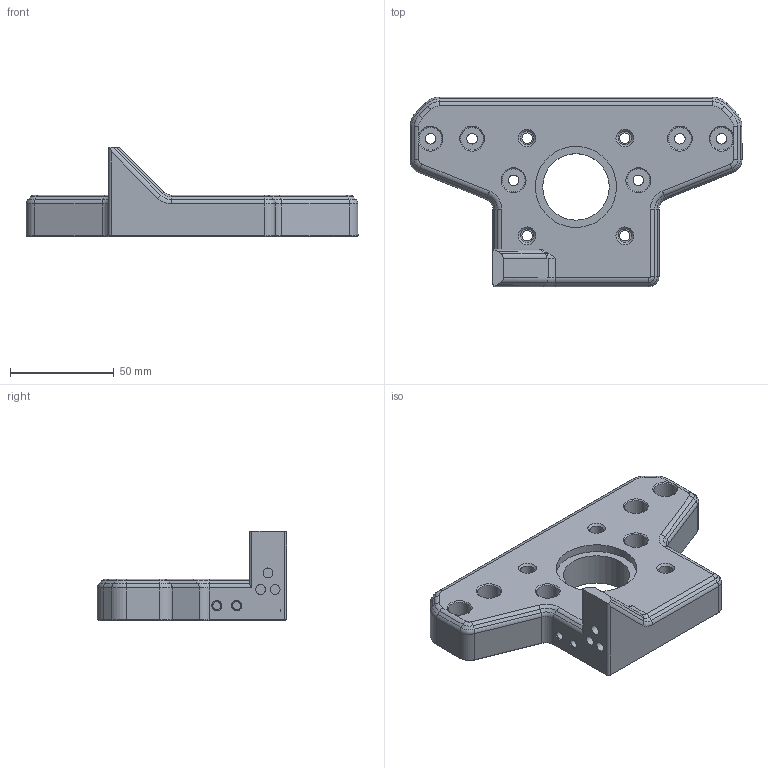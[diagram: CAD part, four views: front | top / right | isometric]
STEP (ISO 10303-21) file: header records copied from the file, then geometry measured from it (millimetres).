
FILE_DESCRIPTION(/* description */ (''),/* implementation_level */ '2;1');
FILE_NAME(/* name */ 'X Axis Motor Mount Revised v6.step',/* time_stamp */ '2024-02-10T14:07:31-05:00',/* author */ (''),/* organization */ (''),/* preprocessor_version */ 'ST-DEVELOPER v20',/* originating_system */ 'Autodesk Translation Framework v12.20.1.177',/* authorisation */ '');
FILE_SCHEMA (('AUTOMOTIVE_DESIGN { 1 0 10303 214 3 1 1 }'));
Length unit declared in the file: millimetre
Products named in the file (2): X Axis Motor Mount Revised; X axis motor mount
Assembly tree (1 placements, depth 2):
  X Axis Motor Mount Revised
    X axis motor mount
Bounding box: 159.76 x 91.25 x 43 mm (x, y, z)
Volume: 186831.6 mm3; surface area: 35747.8 mm2
Topology: 1 solids, 1 shells, 186 faces, 411 edges, 242 vertices
Faces by surface type: cylinder 63, plane 54, cone 44, torus 17, bspline 8
Full cylindrical faces by diameter (mm): 3.9 x2, 4.7 x3, 5 x4, 5.1 x6, 6.5 x4, 11 x6, 32 x1, 39 x1
Entity records: 5456 total; most frequent: CARTESIAN_POINT 1201, DIRECTION 936, ORIENTED_EDGE 822, EDGE_CURVE 411, AXIS2_PLACEMENT_3D 371, VERTEX_POINT 242, EDGE_LOOP 223, LINE 194
